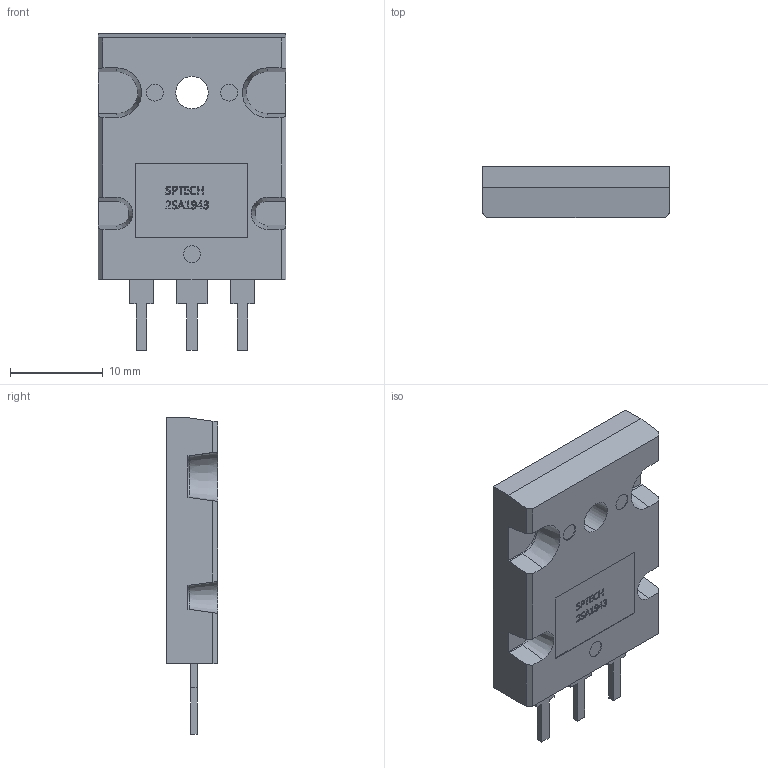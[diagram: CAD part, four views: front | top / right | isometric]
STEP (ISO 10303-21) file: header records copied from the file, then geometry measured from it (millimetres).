
FILE_DESCRIPTION (( 'STEP AP214' ), '1' );
FILE_NAME ('TO-3PL_L20.0-W5.0-H29.1-P5.5-L.step', '2022-08-01T13:13:57', ( '' ), ( '' ), 'SwSTEP 2.0', 'SolidWorks 2020', '' );
FILE_SCHEMA (( 'AUTOMOTIVE_DESIGN' ));
Length unit declared in the file: millimetre
Products named in the file (1): TO-3PL_L20.0-W5.0-H29.1-P5.5-L
Bounding box: 20.2 x 5.5 x 34.1 mm (x, y, z)
Volume: 2702.7 mm3; surface area: 2329.4 mm2
Topology: 2 solids, 2 shells, 595 faces, 1603 edges, 1066 vertices
Faces by surface type: plane 384, bspline 183, cylinder 24, cone 4
Entity records: 27314 total; most frequent: CARTESIAN_POINT 9616, ORIENTED_EDGE 3206, DIRECTION 2111, EDGE_CURVE 1603, VECTOR 1181, LINE 1181, VERTEX_POINT 1066, EDGE_LOOP 653
